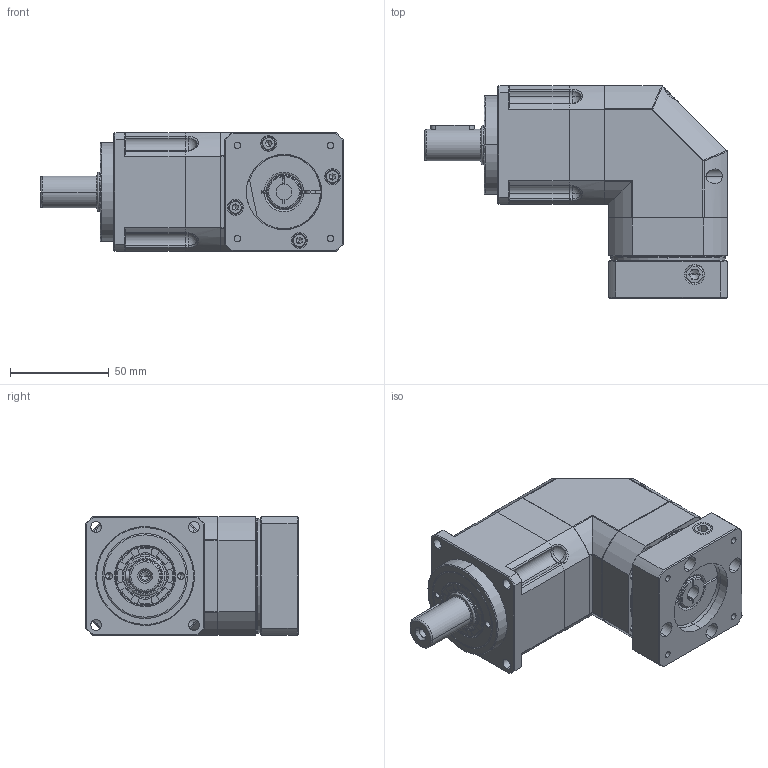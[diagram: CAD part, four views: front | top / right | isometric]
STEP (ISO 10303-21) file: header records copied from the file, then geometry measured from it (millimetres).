
FILE_DESCRIPTION (( 'STEP AP203' ), '1' );
FILE_NAME ('FABR060D-L1-8-38.1-66.7-M4-33.STEP', '2021-04-28T06:12:56', ( '微软用户' ), ( '微软中国' ), 'SwSTEP 2.0', 'SolidWorks 2016', '' );
FILE_SCHEMA (( 'CONFIG_CONTROL_DESIGN' ));
Length unit declared in the file: millimetre
Products named in the file (15): A倰す瑩5-22_2; 输入法兰FAB060D-38.1x21xM4; 蚐猾20304_1; FABR060D-L1-8-38.1-66.7-M4-33; 输入轴FABR060D-14; hex socket set screws with cone point gb_GB_FASTENER_SCREWS_HSCP M10X10-N_3; hexagon socket head cap screws gb_GB_FASTENER_SCREWS_HSHCS M4X16-N_4; 7-怀堤傷褲极FABR060D_1; FAB060D输出内齿圈壳体; 2-输入端壳体FABR060D; FAB060D隅弇覃淕杶; FAB060D怀堤俴陎殤1_1; 珨撰眻褒眊极FABR060D-21.04; 坶踡遠18-37-12(1)_3; 输入调整套14-8
Assembly tree (17 placements, depth 2):
  FABR060D-L1-8-38.1-66.7-M4-33
    7-怀堤傷褲极FABR060D_1
    2-输入端壳体FABR060D
    FAB060D怀堤俴陎殤1_1
    坶踡遠18-37-12(1)_3
    A倰す瑩5-22_2
    蚐猾20304_1
    输入轴FABR060D-14
    hex socket set screws with cone point gb_GB_FASTENER_SCREWS_HSCP M10X10-N_3
    hexagon socket head cap screws gb_GB_FASTENER_SCREWS_HSHCS M4X16-N_4  x4
    FAB060D输出内齿圈壳体
    FAB060D隅弇覃淕杶
    珨撰眻褒眊极FABR060D-21.04
    输入调整套14-8
    输入法兰FAB060D-38.1x21xM4
Bounding box: 153 x 107.5 x 60 mm (x, y, z)
Volume: 322569.6 mm3; surface area: 107050.5 mm2
Topology: 18 solids, 35 shells, 1040 faces, 2528 edges, 1554 vertices
Faces by surface type: cylinder 407, plane 336, cone 177, bspline 69, torus 34, sphere 17
Entity records: 37995 total; most frequent: CARTESIAN_POINT 14049, DIRECTION 4766, ORIENTED_EDGE 4572, EDGE_CURVE 2302, AXIS2_PLACEMENT_3D 1922, VERTEX_POINT 1451, EDGE_LOOP 1077, CIRCLE 1005
